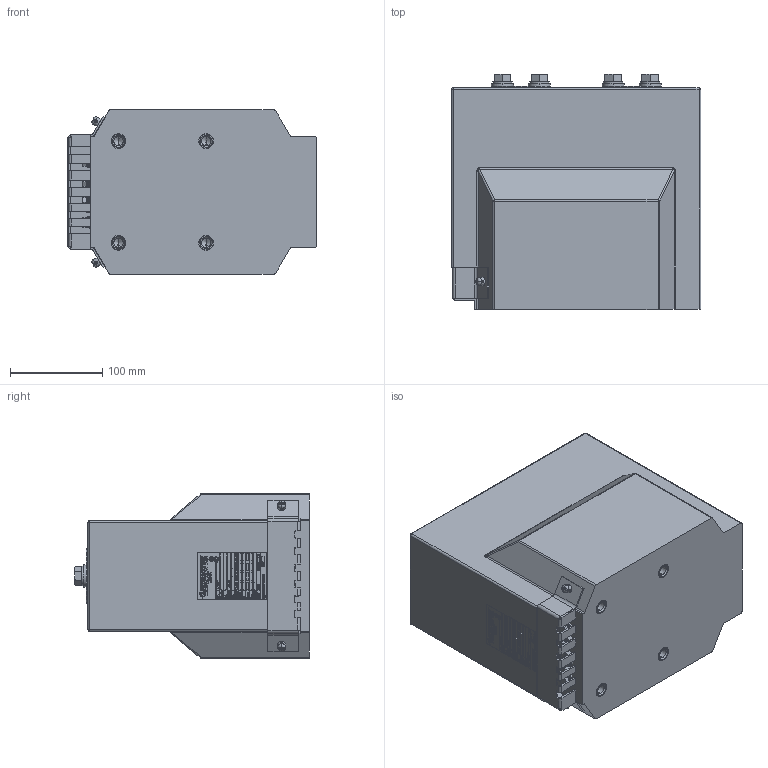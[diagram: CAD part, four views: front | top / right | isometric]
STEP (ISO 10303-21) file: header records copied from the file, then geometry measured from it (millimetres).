
FILE_DESCRIPTION (( 'STEP AP214' ), '1' );
FILE_NAME ('ﾒﾋﾊ-ﾑﾒ-10-7 (5ﾀ-1500ﾀ).STEP', '2023-06-16T08:59:37', ( '' ), ( '' ), 'SwSTEP 2.0', 'SolidWorks 2014', '' );
FILE_SCHEMA (( 'AUTOMOTIVE_DESIGN' ));
Length unit declared in the file: millimetre
Products named in the file (53): ﾒﾋﾊ-ﾑﾒ-10-7 (5ﾀ-1500ﾀ); .007 蹴濋趌; .006 Ãàéêà ñïåöèàëüíàÿ_; ÂÅÈÓ.754312.182À Òàáëè÷êà òåõíè÷åñêèõ äàííûõ ÒËÊ-ÑÒ__-00; .006 Ãàéêà ñïåöèàëüíàÿ__00; 屡扔.758181.002 妈眚 镫铎徼痤忸黜; plain washer hardened grade a_din_Washer DIN 125 - A 6.4 - 300HV; Áîëò Ì12õ30.58.019 ÃÎÑÒ7805-70 (DIN933); hex screw gradec_din_ISO 4018 - M6 x 12-NN; ﾘ琺矜 12.65ﾃ.019 ﾃﾎﾑﾒ6402-70 (DIN127B); hex screw gradec_din; curved spring lock washer_din_Spring washer DIN 128 - A6; ﾘ琺矜 12.01.016 ﾃﾎﾑﾒ11371-70 (DIN125A); .008 Êðûøêà çàùèòíàÿ (ÒËÊ-ÑÒ-10-7)_-01; curved spring lock washer_din; .007 蹴濋趌_-01; .006 侲膰翴籦鴀_; plain washer hardened grade a_din; Êîìïàóíä ÒËÊ-ÑÒ-10-7; ÂÅÈÓ.754312.182À Òàáëè÷êà òåõíè÷åñêèõ äàííûõ ÒËÊ-ÑÒ_; .008 Êðûøêà çàùèòíàÿ (ÒËÊ-ÑÒ-10-7)
Assembly tree (39 placements, depth 2):
  ﾒﾋﾊ-ﾑﾒ-10-7 (5ﾀ-1500ﾀ)
    Êîìïàóíä ÒËÊ-ÑÒ-10-7
    .006 侲膰翴籦鴀_  x2
    Áîëò Ì12õ30.58.019 ÃÎÑÒ7805-70 (DIN933)  x4
    ﾘ琺矜 12.01.016 ﾃﾎﾑﾒ11371-70 (DIN125A)  x4
    ﾘ琺矜 12.65ﾃ.019 ﾃﾎﾑﾒ6402-70 (DIN127B)  x4
    .007 蹴濋趌_-01  x4
    .008 Êðûøêà çàùèòíàÿ (ÒËÊ-ÑÒ-10-7)_-01
    curved spring lock washer_din_Spring washer DIN 128 - A6  x4
    hex screw gradec_din_ISO 4018 - M6 x 12-NN  x4
    plain washer hardened grade a_din_Washer DIN 125 - A 6.4 - 300HV  x4
    屡扔.758181.002 妈眚 镫铎徼痤忸黜  x2
    .006 Ãàéêà ñïåöèàëüíàÿ__00  x4
    ÂÅÈÓ.754312.182À Òàáëè÷êà òåõíè÷åñêèõ äàííûõ ÒËÊ-ÑÒ__-00
  .007 蹴濋趌
  .006 Ãàéêà ñïåöèàëüíàÿ_
  .007 蹴濋趌
  .006 Ãàéêà ñïåöèàëüíàÿ_
Bounding box: 270.6 x 254.55 x 178 mm (x, y, z)
Volume: 9328413.9 mm3; surface area: 373536.8 mm2
Topology: 39 solids, 39 shells, 3826 faces, 9893 edges, 6452 vertices
Faces by surface type: plane 2188, bspline 1048, cylinder 352, cone 194, torus 36, sphere 8
Entity records: 181719 total; most frequent: CARTESIAN_POINT 74606, ORIENTED_EDGE 17846, DIRECTION 12012, EDGE_CURVE 8923, LINE 6306, VECTOR 6306, VERTEX_POINT 5883, EDGE_LOOP 3726
